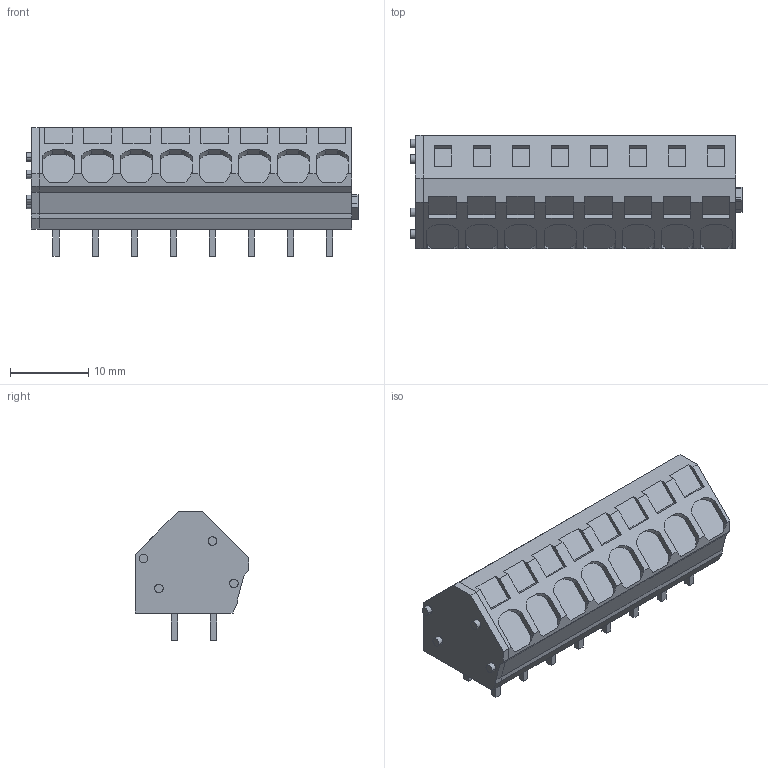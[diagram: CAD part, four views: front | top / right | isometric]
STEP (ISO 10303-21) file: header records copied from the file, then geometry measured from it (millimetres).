
FILE_DESCRIPTION(('CATIA V5R20 STEP214','CAx-IF Rec.Pracs.--- Model Styling and Organization---1.4--- 2014-01-23'),'2;1');
FILE_NAME ('026339-3_0', '2019-03-13T07:06:44+00:00', ('Weidmueller Interface'), ('Weidmueller'), 'CATIA Version 5-6 Release 2016 SP3 HF44', 'CATIA V5 STEP AP214', 'none');
FILE_SCHEMA(('AUTOMOTIVE_DESIGN { 1 0 10303 214 1 1 1 1 }'));
Length unit declared in the file: millimetre
Products named in the file (1): 1914040000
Bounding box: 42.5 x 14.5 x 16.48 mm (x, y, z)
Volume: 5819.2 mm3; surface area: 3418 mm2
Topology: 18 solids, 34 shells, 497 faces, 1272 edges, 856 vertices
Faces by surface type: plane 361, cylinder 136
Entity records: 13688 total; most frequent: CARTESIAN_POINT 2816, ORIENTED_EDGE 2544, DIRECTION 1638, EDGE_CURVE 1272, VECTOR 976, LINE 976, VERTEX_POINT 856, EDGE_LOOP 518
